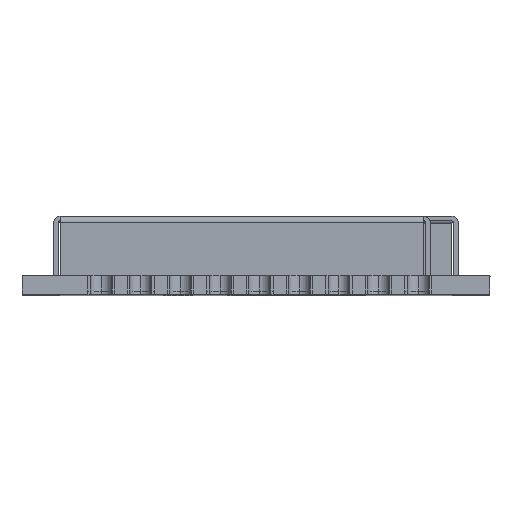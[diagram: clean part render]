
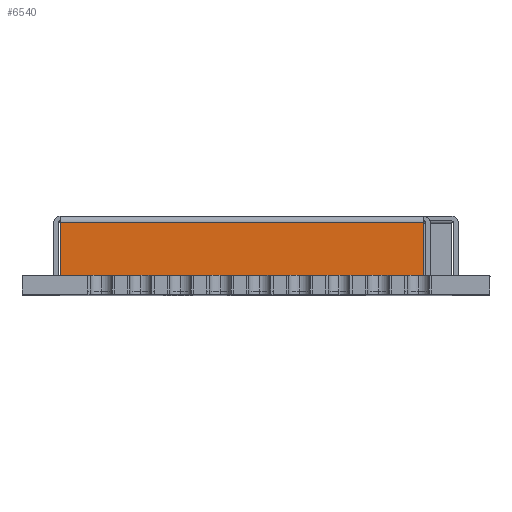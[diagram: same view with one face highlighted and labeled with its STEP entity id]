
A CAD part, top view. The second image highlights one B-rep face of the part: STEP entity #6540.
In plain terms, the highlighted planar face has unit normal (0, 0, 1).
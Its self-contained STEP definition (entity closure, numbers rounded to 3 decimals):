
#654 = PLANE ( 'NONE',  #6033 ) ;
#756 = VERTEX_POINT ( 'NONE', #20436 ) ;
#1288 = VERTEX_POINT ( 'NONE', #13009 ) ;
#1314 = CARTESIAN_POINT ( 'NONE',  ( -6.48, 0.6, 13.7 ) ) ;
#2455 = DIRECTION ( 'NONE',  ( 0., 0., -1. ) ) ;
#3490 = LINE ( 'NONE', #17378, #14430 ) ;
#4044 = EDGE_CURVE ( 'NONE', #12293, #1288, #5130, .T. ) ;
#4737 = DIRECTION ( 'NONE',  ( 1., 0., 0. ) ) ;
#5130 = LINE ( 'NONE', #7051, #18733 ) ;
#5292 = FACE_OUTER_BOUND ( 'NONE', #5503, .T. ) ;
#5503 = EDGE_LOOP ( 'NONE', ( #16545, #18047, #9806, #14513 ) ) ;
#6033 = AXIS2_PLACEMENT_3D ( 'NONE', #19209, #2455, #8905 ) ;
#6540 = ADVANCED_FACE ( 'NONE', ( #5292 ), #654, .F. ) ;
#7051 = CARTESIAN_POINT ( 'NONE',  ( -6.48, 2.3, 13.7 ) ) ;
#8905 = DIRECTION ( 'NONE',  ( -1., 0., 0. ) ) ;
#9803 = DIRECTION ( 'NONE',  ( 0., 1., 0. ) ) ;
#9806 = ORIENTED_EDGE ( 'NONE', *, *, #21781, .T. ) ;
#10536 = DIRECTION ( 'NONE',  ( -1., 0., 0. ) ) ;
#11089 = VERTEX_POINT ( 'NONE', #18888 ) ;
#11358 = EDGE_CURVE ( 'NONE', #11089, #1288, #3490, .T. ) ;
#12293 = VERTEX_POINT ( 'NONE', #22073 ) ;
#12569 = DIRECTION ( 'NONE',  ( 0., 1., 0. ) ) ;
#13009 = CARTESIAN_POINT ( 'NONE',  ( -6.28, 2.3, 13.7 ) ) ;
#13092 = LINE ( 'NONE', #1314, #17912 ) ;
#14015 = EDGE_CURVE ( 'NONE', #756, #12293, #16722, .T. ) ;
#14430 = VECTOR ( 'NONE', #12569, 1000. ) ;
#14513 = ORIENTED_EDGE ( 'NONE', *, *, #14015, .T. ) ;
#16545 = ORIENTED_EDGE ( 'NONE', *, *, #4044, .T. ) ;
#16722 = LINE ( 'NONE', #18046, #20424 ) ;
#17378 = CARTESIAN_POINT ( 'NONE',  ( -6.28, 0., 13.7 ) ) ;
#17912 = VECTOR ( 'NONE', #4737, 1000. ) ;
#18046 = CARTESIAN_POINT ( 'NONE',  ( 5.38, 0., 13.7 ) ) ;
#18047 = ORIENTED_EDGE ( 'NONE', *, *, #11358, .F. ) ;
#18733 = VECTOR ( 'NONE', #10536, 1000. ) ;
#18888 = CARTESIAN_POINT ( 'NONE',  ( -6.28, 0.6, 13.7 ) ) ;
#19209 = CARTESIAN_POINT ( 'NONE',  ( -6.48, 2.5, 13.7 ) ) ;
#20424 = VECTOR ( 'NONE', #9803, 1000. ) ;
#20436 = CARTESIAN_POINT ( 'NONE',  ( 5.38, 0.6, 13.7 ) ) ;
#21781 = EDGE_CURVE ( 'NONE', #11089, #756, #13092, .T. ) ;
#22073 = CARTESIAN_POINT ( 'NONE',  ( 5.38, 2.3, 13.7 ) ) ;
